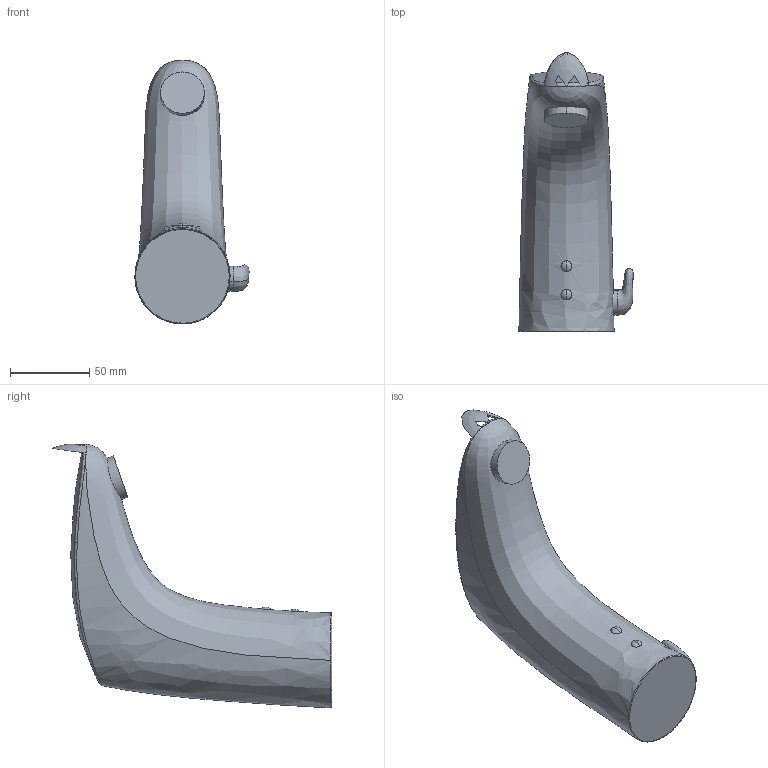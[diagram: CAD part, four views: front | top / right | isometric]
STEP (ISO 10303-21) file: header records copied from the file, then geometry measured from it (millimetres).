
FILE_DESCRIPTION (( 'STEP AP203' ), '1' );
FILE_NAME ('6222F+6250F+64432000+64432210.STEP', '2018-03-19T04:47:38', ( '' ), ( '' ), 'SwSTEP 2.0', 'SolidWorks 2016', '' );
FILE_SCHEMA (( 'CONFIG_CONTROL_DESIGN' ));
Length unit declared in the file: millimetre
Products named in the file (1): 6222F+6250F+64432000+64432210
Bounding box: 71.91 x 175.91 x 166.12 mm (x, y, z)
Volume: 560555.5 mm3; surface area: 46404.5 mm2
Topology: 1 solids, 1 shells, 26 faces, 67 edges, 42 vertices
Faces by surface type: bspline 12, cone 6, sphere 4, cylinder 2, plane 2
Entity records: 5651 total; most frequent: CARTESIAN_POINT 5075, ORIENTED_EDGE 126, EDGE_CURVE 63, DIRECTION 63, VERTEX_POINT 42, B_SPLINE_CURVE_WITH_KNOTS 41, EDGE_LOOP 29, AXIS2_PLACEMENT_3D 28
